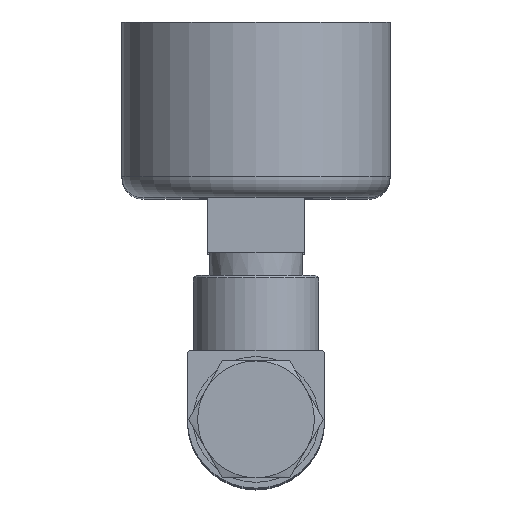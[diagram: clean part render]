
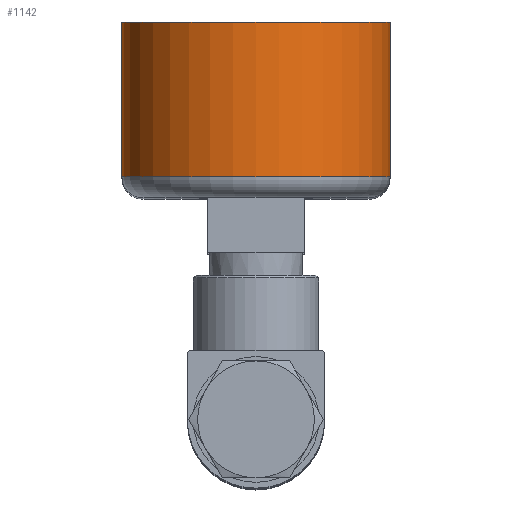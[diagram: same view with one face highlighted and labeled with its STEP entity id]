
A CAD part, top view. The second image highlights one B-rep face of the part: STEP entity #1142.
In plain terms, the highlighted cylindrical face has radius 19.5 mm (diameter 39 mm), a full revolution.
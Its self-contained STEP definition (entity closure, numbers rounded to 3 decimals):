
#91=CYLINDRICAL_SURFACE('',#1335,19.5);
#429=ORIENTED_EDGE('',*,*,#569,.F.);
#430=ORIENTED_EDGE('',*,*,#568,.T.);
#568=EDGE_CURVE('',#673,#673,#742,.T.);
#569=EDGE_CURVE('',#674,#674,#743,.T.);
#673=VERTEX_POINT('',#2205);
#674=VERTEX_POINT('',#2208);
#742=CIRCLE('',#1334,19.5);
#743=CIRCLE('',#1336,19.5);
#883=EDGE_LOOP('',(#429));
#884=EDGE_LOOP('',(#430));
#1036=FACE_BOUND('',#883,.T.);
#1037=FACE_BOUND('',#884,.T.);
#1142=ADVANCED_FACE('',(#1036,#1037),#91,.T.);
#1334=AXIS2_PLACEMENT_3D('',#2204,#1643,#1644);
#1335=AXIS2_PLACEMENT_3D('',#2206,#1645,#1646);
#1336=AXIS2_PLACEMENT_3D('',#2207,#1647,#1648);
#1643=DIRECTION('',(1.,0.,0.));
#1644=DIRECTION('',(0.,0.,-1.));
#1645=DIRECTION('',(1.,0.,0.));
#1646=DIRECTION('',(0.,0.,-1.));
#1647=DIRECTION('',(1.,0.,0.));
#1648=DIRECTION('',(0.,0.,-1.));
#2204=CARTESIAN_POINT('',(-33.5,0.,0.));
#2205=CARTESIAN_POINT('',(-33.5,0.,-19.5));
#2206=CARTESIAN_POINT('',(-8.,0.,0.));
#2207=CARTESIAN_POINT('',(-11.,0.,0.));
#2208=CARTESIAN_POINT('',(-11.,0.,-19.5));
